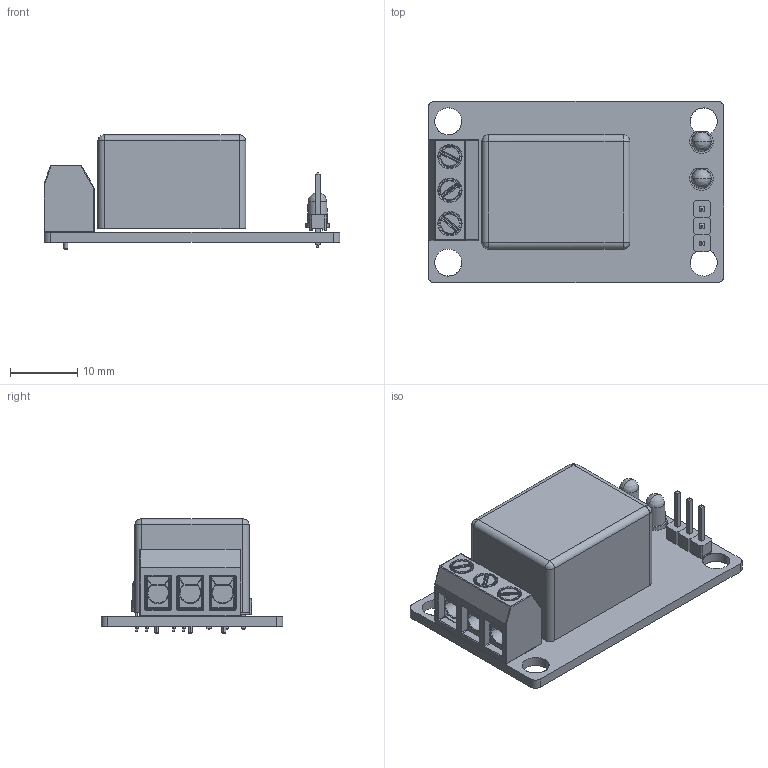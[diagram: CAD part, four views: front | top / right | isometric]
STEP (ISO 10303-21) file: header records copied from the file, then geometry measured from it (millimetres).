
FILE_DESCRIPTION(/* description */ (''),/* implementation_level */ '2;1');
FILE_NAME(/* name */ 'RELAYM~1',/* time_stamp */ '2016-02-10T07:52:07+01:00',/* author */ (''),/* organization */ (''),/* preprocessor_version */ 'ST-DEVELOPER v14',/* originating_system */ '',/* authorisation */ '');
FILE_SCHEMA (('CONFIG_CONTROL_DESIGN'));
Length unit declared in the file: millimetre
Products named in the file (1): Document
Bounding box: 44 x 27 x 17 mm (x, y, z)
Volume: 5441 mm3; surface area: 6598.8 mm2
Topology: 25 solids, 45 shells, 765 faces, 1801 edges, 1081 vertices
Faces by surface type: bspline 460, plane 305
Entity records: 29012 total; most frequent: CARTESIAN_POINT 18297, ORIENTED_EDGE 3395, EDGE_CURVE 1794, VERTEX_POINT 1080, B_SPLINE_CURVE_WITH_KNOTS 951, EDGE_LOOP 815, ADVANCED_FACE 765, FACE_OUTER_BOUND 765
